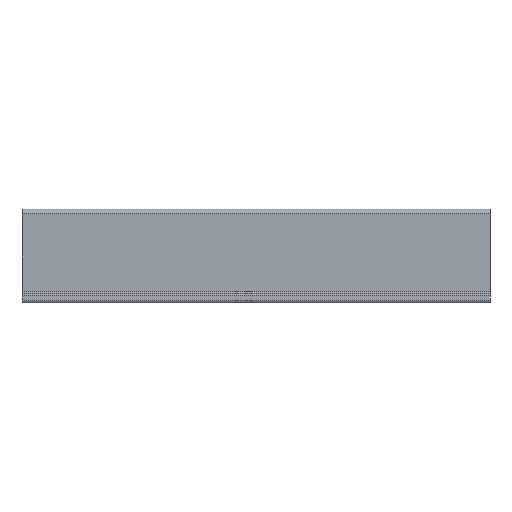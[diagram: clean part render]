
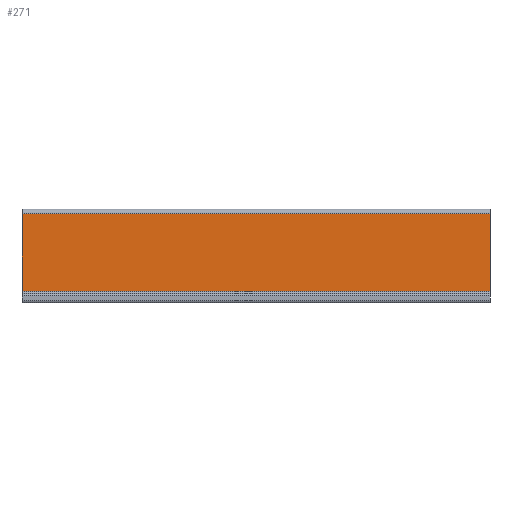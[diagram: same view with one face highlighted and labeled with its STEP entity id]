
A CAD part, front view. The second image highlights one B-rep face of the part: STEP entity #271.
In plain terms, the highlighted planar face has unit normal (0, -1, 0).
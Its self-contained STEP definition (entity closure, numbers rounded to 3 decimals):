
#6 = ORIENTED_EDGE ( 'NONE', *, *, #462, .F. ) ;
#26 = EDGE_LOOP ( 'NONE', ( #634, #6, #1197, #711 ) ) ;
#59 = CARTESIAN_POINT ( 'NONE',  ( 59.184, 43.098, 2.5 ) ) ;
#145 = EDGE_CURVE ( 'NONE', #808, #1201, #618, .T. ) ;
#148 = FACE_OUTER_BOUND ( 'NONE', #26, .T. ) ;
#219 = DIRECTION ( 'NONE',  ( 0., 1., 0. ) ) ;
#271 = ADVANCED_FACE ( 'NONE', ( #148 ), #1133, .F. ) ;
#304 = DIRECTION ( 'NONE',  ( 0., 0., -1. ) ) ;
#375 = VECTOR ( 'NONE', #304, 1000. ) ;
#462 = EDGE_CURVE ( 'NONE', #1590, #1201, #476, .T. ) ;
#476 = LINE ( 'NONE', #59, #956 ) ;
#517 = LINE ( 'NONE', #541, #1244 ) ;
#541 = CARTESIAN_POINT ( 'NONE',  ( 59.184, 43.098, 19. ) ) ;
#617 = DIRECTION ( 'NONE',  ( 0., 0., 1. ) ) ;
#618 = LINE ( 'NONE', #1090, #375 ) ;
#634 = ORIENTED_EDGE ( 'NONE', *, *, #145, .T. ) ;
#711 = ORIENTED_EDGE ( 'NONE', *, *, #1242, .T. ) ;
#787 = CARTESIAN_POINT ( 'NONE',  ( 59.184, 43.098, 19. ) ) ;
#808 = VERTEX_POINT ( 'NONE', #1178 ) ;
#847 = CARTESIAN_POINT ( 'NONE',  ( 59.184, 43.098, 19. ) ) ;
#903 = EDGE_CURVE ( 'NONE', #1620, #1590, #1517, .T. ) ;
#956 = VECTOR ( 'NONE', #1074, 1000. ) ;
#980 = VECTOR ( 'NONE', #1224, 1000. ) ;
#1074 = DIRECTION ( 'NONE',  ( -1., 0., 0. ) ) ;
#1090 = CARTESIAN_POINT ( 'NONE',  ( -40.816, 43.098, 19. ) ) ;
#1133 = PLANE ( 'NONE',  #1325 ) ;
#1178 = CARTESIAN_POINT ( 'NONE',  ( -40.816, 43.098, 19. ) ) ;
#1197 = ORIENTED_EDGE ( 'NONE', *, *, #903, .F. ) ;
#1201 = VERTEX_POINT ( 'NONE', #1328 ) ;
#1224 = DIRECTION ( 'NONE',  ( 0., 0., -1. ) ) ;
#1242 = EDGE_CURVE ( 'NONE', #1620, #808, #517, .T. ) ;
#1244 = VECTOR ( 'NONE', #1556, 1000. ) ;
#1262 = CARTESIAN_POINT ( 'NONE',  ( 59.184, 43.098, 19. ) ) ;
#1325 = AXIS2_PLACEMENT_3D ( 'NONE', #1262, #219, #617 ) ;
#1328 = CARTESIAN_POINT ( 'NONE',  ( -40.816, 43.098, 2.5 ) ) ;
#1410 = CARTESIAN_POINT ( 'NONE',  ( 59.184, 43.098, 2.5 ) ) ;
#1517 = LINE ( 'NONE', #847, #980 ) ;
#1556 = DIRECTION ( 'NONE',  ( -1., 0., 0. ) ) ;
#1590 = VERTEX_POINT ( 'NONE', #1410 ) ;
#1620 = VERTEX_POINT ( 'NONE', #787 ) ;
